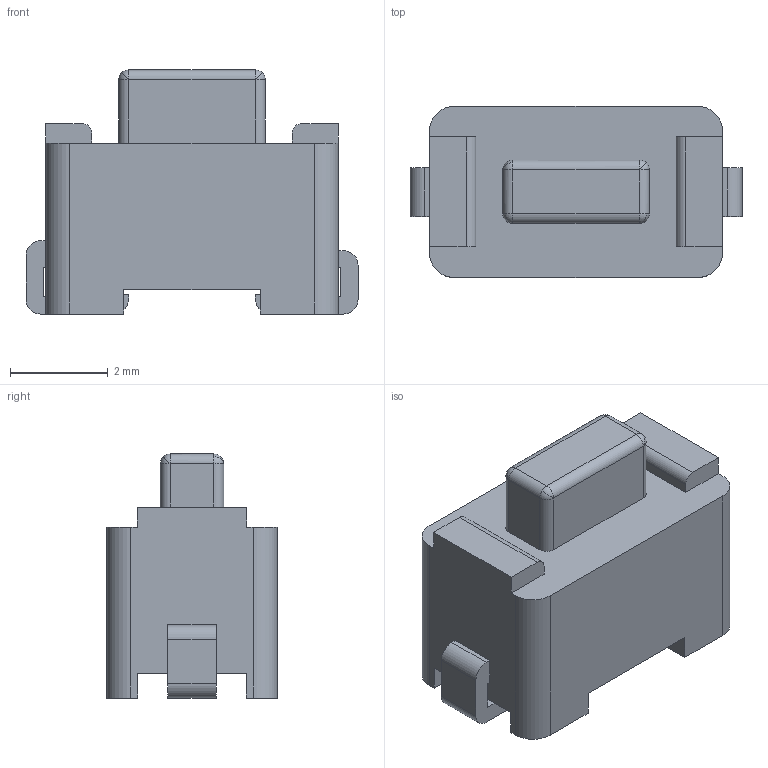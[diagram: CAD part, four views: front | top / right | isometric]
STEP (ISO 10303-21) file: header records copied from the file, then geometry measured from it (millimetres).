
FILE_DESCRIPTION (( 'STEP AP214' ), '1' );
FILE_NAME ('Tactile Switch - EVQ-PNF05M - color.STEP', '2021-07-14T11:25:09', ( '' ), ( '' ), 'SwSTEP 2.0', 'SolidWorks 2020', '' );
FILE_SCHEMA (( 'AUTOMOTIVE_DESIGN' ));
Length unit declared in the file: millimetre
Products named in the file (1): Tactile Switch - EVQ-PNF05M - color
Bounding box: 6.8 x 3.5 x 5 mm (x, y, z)
Volume: 73.9 mm3; surface area: 137 mm2
Topology: 1 solids, 1 shells, 81 faces, 212 edges, 136 vertices
Faces by surface type: plane 53, cylinder 20, sphere 8
Entity records: 2687 total; most frequent: CARTESIAN_POINT 430, DIRECTION 424, ORIENTED_EDGE 424, EDGE_CURVE 212, VECTOR 164, LINE 164, VERTEX_POINT 136, AXIS2_PLACEMENT_3D 130
